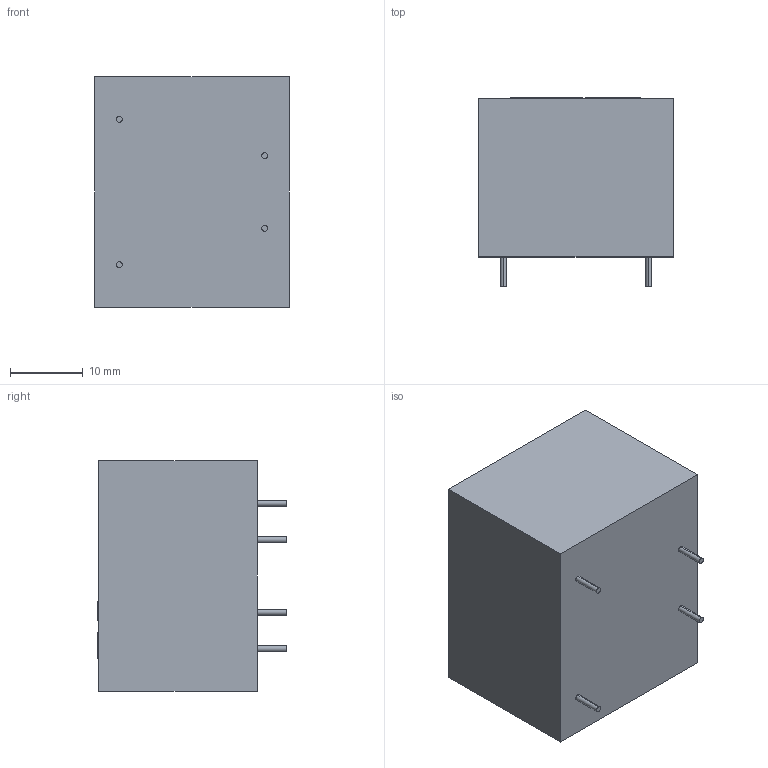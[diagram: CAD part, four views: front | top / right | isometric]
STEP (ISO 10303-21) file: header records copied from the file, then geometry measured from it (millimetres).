
FILE_DESCRIPTION (( 'STEP AP214' ), '1' );
FILE_NAME ('RAC05-K-277.STEP', '2019-08-07T03:25:46', ( '' ), ( '' ), 'SwSTEP 2.0', 'SolidWorks 2014', '' );
FILE_SCHEMA (( 'AUTOMOTIVE_DESIGN' ));
Length unit declared in the file: millimetre
Products named in the file (1): RAC05-K-277
Bounding box: 26.7 x 25.95 x 31.7 mm (x, y, z)
Volume: 18464.2 mm3; surface area: 4309.5 mm2
Topology: 1 solids, 1 shells, 218 faces, 573 edges, 382 vertices
Faces by surface type: plane 140, bspline 70, cylinder 8
Entity records: 13013 total; most frequent: CARTESIAN_POINT 5652, ORIENTED_EDGE 1146, DIRECTION 747, EDGE_CURVE 573, VECTOR 417, LINE 417, VERTEX_POINT 382, EDGE_LOOP 243
